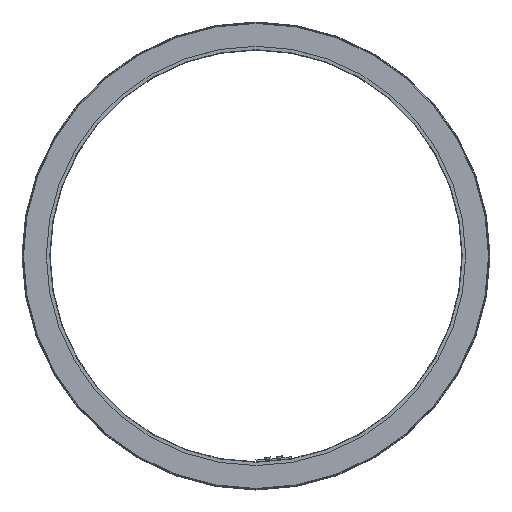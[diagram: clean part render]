
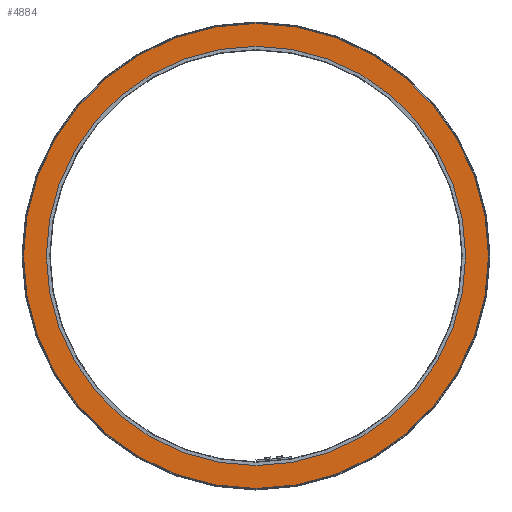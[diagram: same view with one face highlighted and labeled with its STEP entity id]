
A CAD part, top view. The second image highlights one B-rep face of the part: STEP entity #4884.
In plain terms, the highlighted planar face has unit normal (0, 0, 1).
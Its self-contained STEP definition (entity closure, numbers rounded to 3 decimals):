
#15 = EDGE_CURVE ( 'NONE', #183, #2265, #3450, .T. ) ;
#183 = VERTEX_POINT ( 'NONE', #2546 ) ;
#188 = AXIS2_PLACEMENT_3D ( 'NONE', #1759, #2642, #870 ) ;
#236 = AXIS2_PLACEMENT_3D ( 'NONE', #271, #4204, #5035 ) ;
#271 = CARTESIAN_POINT ( 'NONE',  ( 0., 0., 40. ) ) ;
#420 = CARTESIAN_POINT ( 'NONE',  ( 495., 0., 40. ) ) ;
#448 = CIRCLE ( 'NONE', #5131, 495. ) ;
#461 = ORIENTED_EDGE ( 'NONE', *, *, #5017, .T. ) ;
#761 = EDGE_CURVE ( 'NONE', #2265, #183, #448, .T. ) ;
#870 = DIRECTION ( 'NONE',  ( -1., 0., 0. ) ) ;
#1248 = CARTESIAN_POINT ( 'NONE',  ( 0., 0., 40. ) ) ;
#1466 = EDGE_CURVE ( 'NONE', #2383, #5268, #2848, .T. ) ;
#1500 = CIRCLE ( 'NONE', #4982, 549. ) ;
#1759 = CARTESIAN_POINT ( 'NONE',  ( -495., 0., 40. ) ) ;
#2039 = FACE_OUTER_BOUND ( 'NONE', #4307, .T. ) ;
#2259 = DIRECTION ( 'NONE',  ( 0., 0., 1. ) ) ;
#2265 = VERTEX_POINT ( 'NONE', #420 ) ;
#2288 = EDGE_LOOP ( 'NONE', ( #5371, #5312 ) ) ;
#2383 = VERTEX_POINT ( 'NONE', #2647 ) ;
#2546 = CARTESIAN_POINT ( 'NONE',  ( -495., 0., 40. ) ) ;
#2642 = DIRECTION ( 'NONE',  ( 0., 0., -1. ) ) ;
#2647 = CARTESIAN_POINT ( 'NONE',  ( 549., 0., 40. ) ) ;
#2659 = CARTESIAN_POINT ( 'NONE',  ( 0., 0., 40. ) ) ;
#2728 = AXIS2_PLACEMENT_3D ( 'NONE', #4406, #2259, #3456 ) ;
#2811 = DIRECTION ( 'NONE',  ( 0., 0., 1. ) ) ;
#2848 = CIRCLE ( 'NONE', #2728, 549. ) ;
#2996 = DIRECTION ( 'NONE',  ( 0., 0., 1. ) ) ;
#3067 = ORIENTED_EDGE ( 'NONE', *, *, #1466, .T. ) ;
#3194 = FACE_BOUND ( 'NONE', #2288, .T. ) ;
#3212 = DIRECTION ( 'NONE',  ( -1., 0., 0. ) ) ;
#3450 = CIRCLE ( 'NONE', #236, 495. ) ;
#3456 = DIRECTION ( 'NONE',  ( -1., 0., 0. ) ) ;
#3460 = DIRECTION ( 'NONE',  ( 1., 0., 0. ) ) ;
#4204 = DIRECTION ( 'NONE',  ( 0., 0., 1. ) ) ;
#4307 = EDGE_LOOP ( 'NONE', ( #461, #3067 ) ) ;
#4353 = PLANE ( 'NONE',  #188 ) ;
#4406 = CARTESIAN_POINT ( 'NONE',  ( 0., 0., 40. ) ) ;
#4656 = CARTESIAN_POINT ( 'NONE',  ( -549., 0., 40. ) ) ;
#4884 = ADVANCED_FACE ( 'NONE', ( #2039, #3194 ), #4353, .F. ) ;
#4982 = AXIS2_PLACEMENT_3D ( 'NONE', #2659, #2811, #3212 ) ;
#5017 = EDGE_CURVE ( 'NONE', #5268, #2383, #1500, .T. ) ;
#5035 = DIRECTION ( 'NONE',  ( 1., 0., 0. ) ) ;
#5131 = AXIS2_PLACEMENT_3D ( 'NONE', #1248, #2996, #3460 ) ;
#5268 = VERTEX_POINT ( 'NONE', #4656 ) ;
#5312 = ORIENTED_EDGE ( 'NONE', *, *, #15, .F. ) ;
#5371 = ORIENTED_EDGE ( 'NONE', *, *, #761, .F. ) ;
